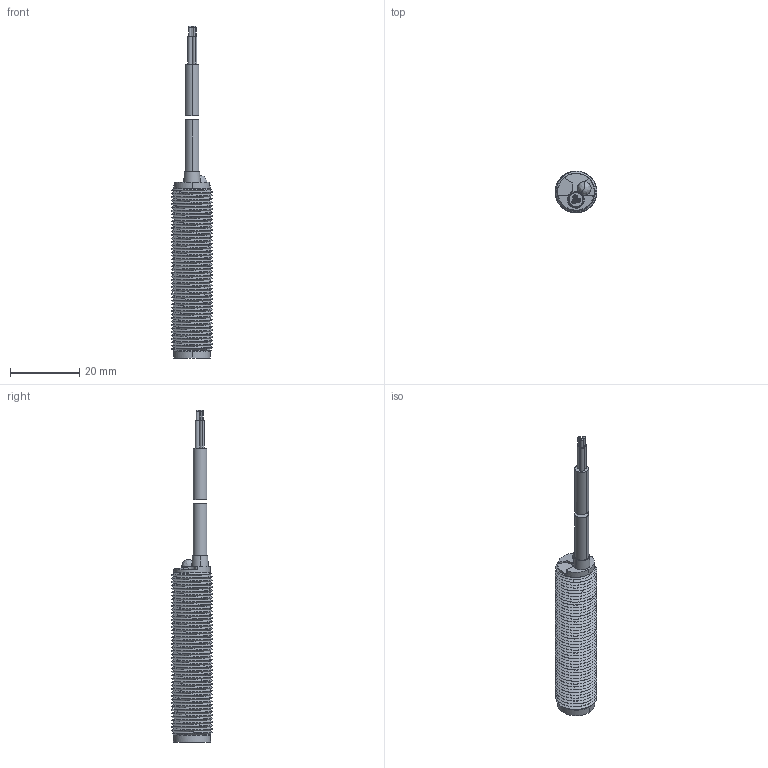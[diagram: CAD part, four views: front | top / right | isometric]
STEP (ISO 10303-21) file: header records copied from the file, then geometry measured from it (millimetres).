
FILE_DESCRIPTION( ('This file contains a STEP AP42 implementation' ,'as created by ZW3D STEP Interface translator.') ,'2;1' );
FILE_NAME( 'FCS1-1202X-X3UX.stp' ,'20 530. 85755', (''), ('ZWCAD Software Co.'), 'Version 1.0', 'ZW3D to STEP translator', '' );
FILE_SCHEMA(('AUTOMOTIVE_DESIGN'));
Length unit declared in the file: millimetre
Products named in the file (2): 0; ECS1-1204X-X3UX
Bounding box: 12 x 12 x 96 mm (x, y, z)
Volume: 5366.3 mm3; surface area: 4336.6 mm2
Topology: 2 solids, 2 shells, 182 faces, 498 edges, 320 vertices
Faces by surface type: bspline 182
Entity records: 15285 total; most frequent: CARTESIAN_POINT 12251, ORIENTED_EDGE 984, EDGE_CURVE 492, B_SPLINE_CURVE_WITH_KNOTS 405, VERTEX_POINT 320, EDGE_LOOP 190, FACE_OUTER_BOUND 182, ADVANCED_FACE 182
